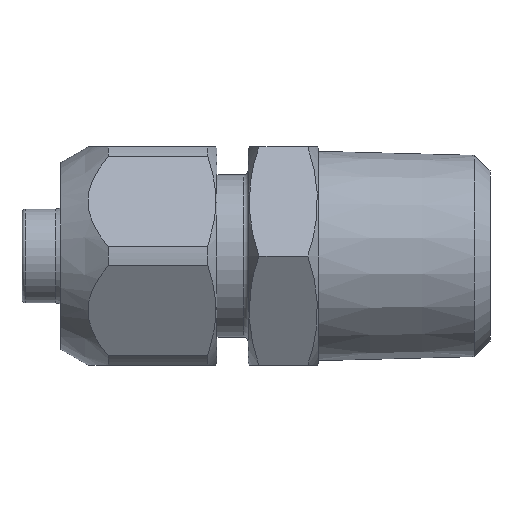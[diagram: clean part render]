
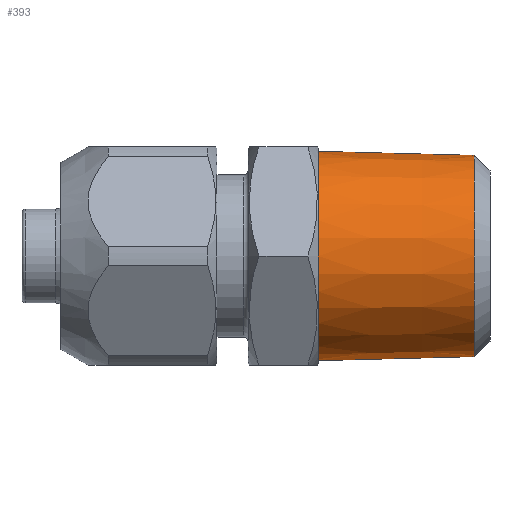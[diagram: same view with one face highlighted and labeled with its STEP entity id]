
A CAD part, left-side view. The second image highlights one B-rep face of the part: STEP entity #393.
In plain terms, the highlighted conical face has half-angle 1.47 degrees and reference radius 6.707 mm.
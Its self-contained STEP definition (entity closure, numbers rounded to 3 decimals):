
#8 = VECTOR ( 'NONE', #636, 1000. ) ;
#139 = CONICAL_SURFACE ( 'NONE', #142, 6.707, 0.026 ) ;
#142 = AXIS2_PLACEMENT_3D ( 'NONE', #766, #770, #775 ) ;
#184 = DIRECTION ( 'NONE',  ( 0., 1., 0.026 ) ) ;
#185 = CARTESIAN_POINT ( 'NONE',  ( 0., 11., 6.707 ) ) ;
#240 = AXIS2_PLACEMENT_3D ( 'NONE', #1845, #1856, #1721 ) ;
#244 = CIRCLE ( 'NONE', #240, 6.45 ) ;
#306 = VECTOR ( 'NONE', #184, 1000. ) ;
#338 = AXIS2_PLACEMENT_3D ( 'NONE', #1507, #1489, #1490 ) ;
#346 = CIRCLE ( 'NONE', #338, 6.707 ) ;
#393 = ADVANCED_FACE ( 'NONE', ( #1235 ), #139, .T. ) ;
#485 = EDGE_CURVE ( 'NONE', #922, #924, #1265, .T. ) ;
#510 = EDGE_CURVE ( 'NONE', #1009, #1014, #1280, .T. ) ;
#635 = CARTESIAN_POINT ( 'NONE',  ( 0., 11., -6.707 ) ) ;
#636 = DIRECTION ( 'NONE',  ( 0., 1., -0.026 ) ) ;
#718 = EDGE_CURVE ( 'NONE', #1009, #922, #244, .T. ) ;
#766 = CARTESIAN_POINT ( 'NONE',  ( 0., 11., 0. ) ) ;
#770 = DIRECTION ( 'NONE',  ( 0., 1., 0. ) ) ;
#775 = DIRECTION ( 'NONE',  ( 0., 0., 1. ) ) ;
#922 = VERTEX_POINT ( 'NONE', #1496 ) ;
#924 = VERTEX_POINT ( 'NONE', #1518 ) ;
#1009 = VERTEX_POINT ( 'NONE', #1657 ) ;
#1014 = VERTEX_POINT ( 'NONE', #1585 ) ;
#1049 = ORIENTED_EDGE ( 'NONE', *, *, #1886, .T. ) ;
#1050 = ORIENTED_EDGE ( 'NONE', *, *, #485, .F. ) ;
#1051 = ORIENTED_EDGE ( 'NONE', *, *, #718, .F. ) ;
#1052 = ORIENTED_EDGE ( 'NONE', *, *, #510, .T. ) ;
#1102 = EDGE_LOOP ( 'NONE', ( #1050, #1051, #1052, #1049 ) ) ;
#1235 = FACE_OUTER_BOUND ( 'NONE', #1102, .T. ) ;
#1265 = LINE ( 'NONE', #635, #8 ) ;
#1280 = LINE ( 'NONE', #185, #306 ) ;
#1489 = DIRECTION ( 'NONE',  ( 0., -1., 0. ) ) ;
#1490 = DIRECTION ( 'NONE',  ( 0., 0., -1. ) ) ;
#1496 = CARTESIAN_POINT ( 'NONE',  ( 0., 1., -6.45 ) ) ;
#1507 = CARTESIAN_POINT ( 'NONE',  ( 0., 11., 0. ) ) ;
#1518 = CARTESIAN_POINT ( 'NONE',  ( 0., 11., -6.707 ) ) ;
#1585 = CARTESIAN_POINT ( 'NONE',  ( 0., 11., 6.707 ) ) ;
#1657 = CARTESIAN_POINT ( 'NONE',  ( 0., 1., 6.45 ) ) ;
#1721 = DIRECTION ( 'NONE',  ( 0., 0., -1. ) ) ;
#1845 = CARTESIAN_POINT ( 'NONE',  ( 0., 1., 0. ) ) ;
#1856 = DIRECTION ( 'NONE',  ( 0., -1., 0. ) ) ;
#1886 = EDGE_CURVE ( 'NONE', #1014, #924, #346, .T. ) ;
